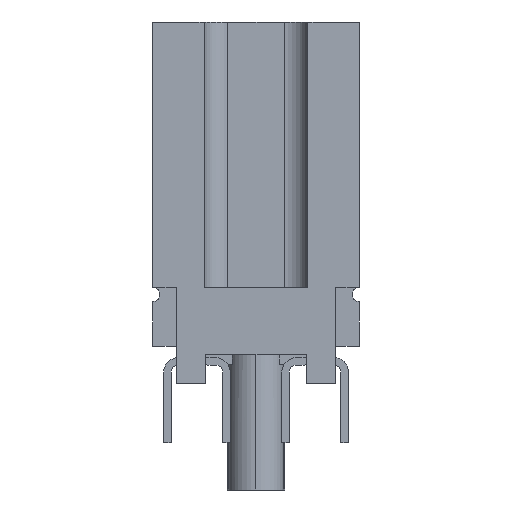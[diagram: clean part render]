
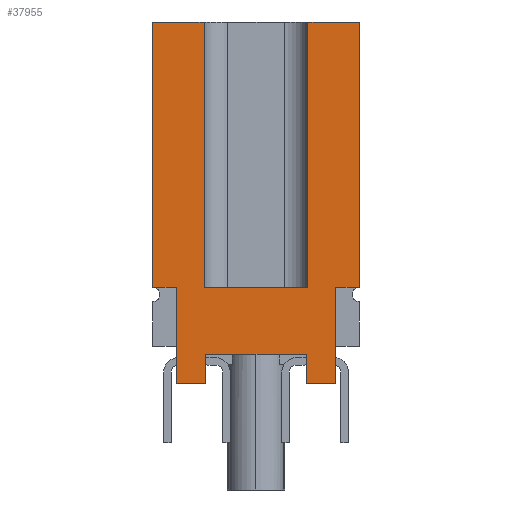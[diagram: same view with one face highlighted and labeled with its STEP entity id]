
A CAD part, left-side view. The second image highlights one B-rep face of the part: STEP entity #37955.
In plain terms, the highlighted planar face has unit normal (-1, 0, 0).
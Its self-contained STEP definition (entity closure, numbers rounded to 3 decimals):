
#72=DIRECTION('',(0.,1.,0.));
#73=VECTOR('',#72,4.47);
#74=CARTESIAN_POINT('',(-42.418,-2.235,-11.43));
#75=LINE('',#74,#73);
#76=DIRECTION('',(0.,0.,-1.));
#77=VECTOR('',#76,11.43);
#78=CARTESIAN_POINT('',(-42.418,-2.235,0.));
#79=LINE('',#78,#77);
#80=DIRECTION('',(0.,-1.,0.));
#81=VECTOR('',#80,2.21);
#82=CARTESIAN_POINT('',(-42.418,-2.235,0.));
#83=LINE('',#82,#81);
#84=DIRECTION('',(0.,0.,-1.));
#85=VECTOR('',#84,11.417);
#86=CARTESIAN_POINT('',(-42.418,-4.445,0.));
#87=LINE('',#86,#85);
#88=DIRECTION('',(0.,1.,0.));
#89=VECTOR('',#88,1.016);
#90=CARTESIAN_POINT('',(-42.418,-4.445,-11.417));
#91=LINE('',#90,#89);
#92=DIRECTION('',(0.,1.,0.));
#93=VECTOR('',#92,1.27);
#94=CARTESIAN_POINT('',(-42.418,-3.429,-15.558));
#95=LINE('',#94,#93);
#96=DIRECTION('',(0.,1.,0.));
#97=VECTOR('',#96,4.318);
#98=CARTESIAN_POINT('',(-42.418,-2.159,-14.288));
#99=LINE('',#98,#97);
#100=DIRECTION('',(0.,1.,0.));
#101=VECTOR('',#100,1.27);
#102=CARTESIAN_POINT('',(-42.418,2.159,-15.558));
#103=LINE('',#102,#101);
#104=DIRECTION('',(0.,1.,0.));
#105=VECTOR('',#104,1.016);
#106=CARTESIAN_POINT('',(-42.418,3.429,-11.417));
#107=LINE('',#106,#105);
#108=DIRECTION('',(0.,0.,1.));
#109=VECTOR('',#108,11.417);
#110=CARTESIAN_POINT('',(-42.418,4.445,-11.417));
#111=LINE('',#110,#109);
#112=DIRECTION('',(0.,-1.,0.));
#113=VECTOR('',#112,2.21);
#114=CARTESIAN_POINT('',(-42.418,4.445,0.));
#115=LINE('',#114,#113);
#116=DIRECTION('',(0.,0.,-1.));
#117=VECTOR('',#116,11.43);
#118=CARTESIAN_POINT('',(-42.418,2.235,0.));
#119=LINE('',#118,#117);
#392=DIRECTION('',(0.,0.,-1.));
#393=VECTOR('',#392,4.14);
#394=CARTESIAN_POINT('',(-42.418,3.429,-11.417));
#395=LINE('',#394,#393);
#2522=DIRECTION('',(0.,0.,-1.));
#2523=VECTOR('',#2522,1.27);
#2524=CARTESIAN_POINT('',(-42.418,-2.159,-14.288));
#2525=LINE('',#2524,#2523);
#2570=DIRECTION('',(0.,0.,1.));
#2571=VECTOR('',#2570,4.14);
#2572=CARTESIAN_POINT('',(-42.418,-3.429,-15.558));
#2573=LINE('',#2572,#2571);
#2676=DIRECTION('',(0.,0.,1.));
#2677=VECTOR('',#2676,1.27);
#2678=CARTESIAN_POINT('',(-42.418,2.159,-15.558));
#2679=LINE('',#2678,#2677);
#28950=CARTESIAN_POINT('',(-42.418,2.159,-15.558));
#28951=CARTESIAN_POINT('',(-42.418,3.429,-15.558));
#28952=VERTEX_POINT('',#28950);
#28953=VERTEX_POINT('',#28951);
#28958=CARTESIAN_POINT('',(-42.418,-4.445,0.));
#28960=VERTEX_POINT('',#28958);
#28962=CARTESIAN_POINT('',(-42.418,4.445,0.));
#28964=VERTEX_POINT('',#28962);
#28992=CARTESIAN_POINT('',(-42.418,-4.445,-11.417));
#28993=CARTESIAN_POINT('',(-42.418,-3.429,-11.417));
#28994=VERTEX_POINT('',#28992);
#28995=VERTEX_POINT('',#28993);
#28996=CARTESIAN_POINT('',(-42.418,3.429,-11.417));
#28997=CARTESIAN_POINT('',(-42.418,4.445,-11.417));
#28998=VERTEX_POINT('',#28996);
#28999=VERTEX_POINT('',#28997);
#29058=CARTESIAN_POINT('',(-42.418,-3.429,-15.558));
#29059=VERTEX_POINT('',#29058);
#29078=CARTESIAN_POINT('',(-42.418,-2.235,-11.43));
#29079=CARTESIAN_POINT('',(-42.418,2.235,-11.43));
#29080=VERTEX_POINT('',#29078);
#29081=VERTEX_POINT('',#29079);
#29082=CARTESIAN_POINT('',(-42.418,-2.235,0.));
#29083=VERTEX_POINT('',#29082);
#29084=CARTESIAN_POINT('',(-42.418,2.235,0.));
#29085=VERTEX_POINT('',#29084);
#37646=CARTESIAN_POINT('',(-42.418,-2.159,-15.558));
#37647=VERTEX_POINT('',#37646);
#37708=CARTESIAN_POINT('',(-42.418,-2.159,-14.288));
#37709=CARTESIAN_POINT('',(-42.418,2.159,-14.288));
#37710=VERTEX_POINT('',#37708);
#37711=VERTEX_POINT('',#37709);
#37916=CARTESIAN_POINT('',(-42.418,0.,0.));
#37917=DIRECTION('',(1.,0.,0.));
#37918=DIRECTION('',(0.,1.,0.));
#37919=AXIS2_PLACEMENT_3D('',#37916,#37917,#37918);
#37920=PLANE('',#37919);
#37922=ORIENTED_EDGE('',*,*,#37921,.F.);
#37924=ORIENTED_EDGE('',*,*,#37923,.F.);
#37926=ORIENTED_EDGE('',*,*,#37925,.T.);
#37928=ORIENTED_EDGE('',*,*,#37927,.T.);
#37930=ORIENTED_EDGE('',*,*,#37929,.T.);
#37932=ORIENTED_EDGE('',*,*,#37931,.F.);
#37934=ORIENTED_EDGE('',*,*,#37933,.T.);
#37936=ORIENTED_EDGE('',*,*,#37935,.F.);
#37938=ORIENTED_EDGE('',*,*,#37937,.T.);
#37940=ORIENTED_EDGE('',*,*,#37939,.F.);
#37942=ORIENTED_EDGE('',*,*,#37941,.T.);
#37944=ORIENTED_EDGE('',*,*,#37943,.F.);
#37946=ORIENTED_EDGE('',*,*,#37945,.T.);
#37948=ORIENTED_EDGE('',*,*,#37947,.T.);
#37950=ORIENTED_EDGE('',*,*,#37949,.T.);
#37952=ORIENTED_EDGE('',*,*,#37951,.T.);
#37953=EDGE_LOOP('',(#37922,#37924,#37926,#37928,#37930,#37932,#37934,#37936,
#37938,#37940,#37942,#37944,#37946,#37948,#37950,#37952));
#37954=FACE_OUTER_BOUND('',#37953,.F.);
#37955=ADVANCED_FACE('',(#37954),#37920,.F.);
#37921=EDGE_CURVE('',#29080,#29081,#75,.T.);
#37923=EDGE_CURVE('',#29083,#29080,#79,.T.);
#37925=EDGE_CURVE('',#29083,#28960,#83,.T.);
#37927=EDGE_CURVE('',#28960,#28994,#87,.T.);
#37929=EDGE_CURVE('',#28994,#28995,#91,.T.);
#37931=EDGE_CURVE('',#29059,#28995,#2573,.T.);
#37933=EDGE_CURVE('',#29059,#37647,#95,.T.);
#37935=EDGE_CURVE('',#37710,#37647,#2525,.T.);
#37937=EDGE_CURVE('',#37710,#37711,#99,.T.);
#37939=EDGE_CURVE('',#28952,#37711,#2679,.T.);
#37941=EDGE_CURVE('',#28952,#28953,#103,.T.);
#37943=EDGE_CURVE('',#28998,#28953,#395,.T.);
#37945=EDGE_CURVE('',#28998,#28999,#107,.T.);
#37947=EDGE_CURVE('',#28999,#28964,#111,.T.);
#37949=EDGE_CURVE('',#28964,#29085,#115,.T.);
#37951=EDGE_CURVE('',#29085,#29081,#119,.T.);
